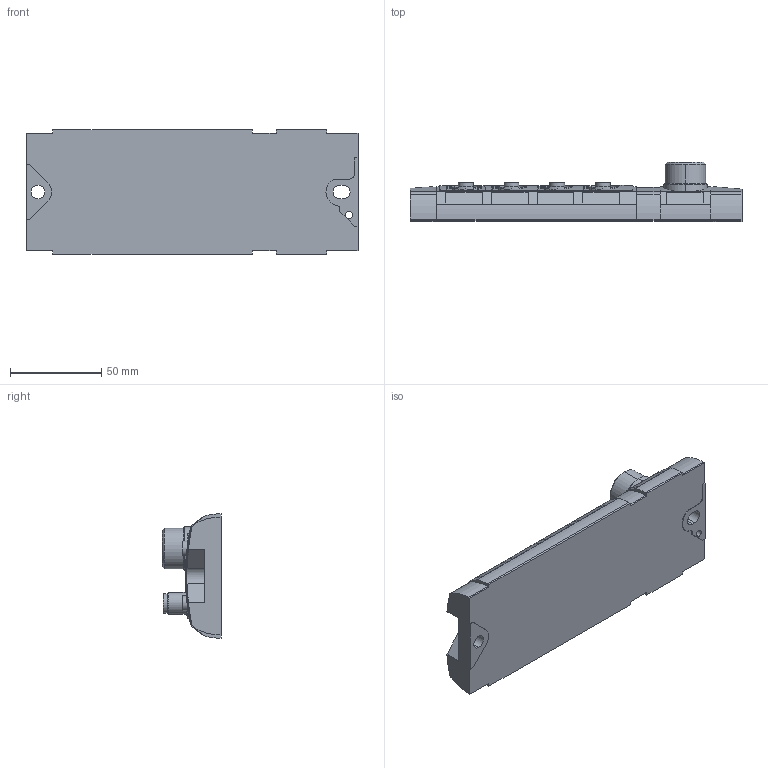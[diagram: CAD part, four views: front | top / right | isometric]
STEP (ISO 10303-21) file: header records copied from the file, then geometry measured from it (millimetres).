
FILE_DESCRIPTION (( 'STEP AP214' ), '1' );
FILE_NAME ('BNI00CP.STEP', '2025-01-15T02:00:19', ( '' ), ( '' ), 'SwSTEP 2.0', 'SolidWorks 2021', '' );
FILE_SCHEMA (( 'AUTOMOTIVE_DESIGN' ));
Length unit declared in the file: inch
Products named in the file (1): BNI00CP
Bounding box: 181.5 x 32.4 x 68 mm (x, y, z)
Volume: 203474.4 mm3; surface area: 43626.9 mm2
Topology: 1 solids, 1 shells, 875 faces, 2187 edges, 1450 vertices
Faces by surface type: cylinder 429, plane 406, cone 38, bspline 2
Entity records: 28714 total; most frequent: CARTESIAN_POINT 7460, DIRECTION 4424, ORIENTED_EDGE 4374, EDGE_CURVE 2187, AXIS2_PLACEMENT_3D 1613, VERTEX_POINT 1450, LINE 1198, VECTOR 1198
